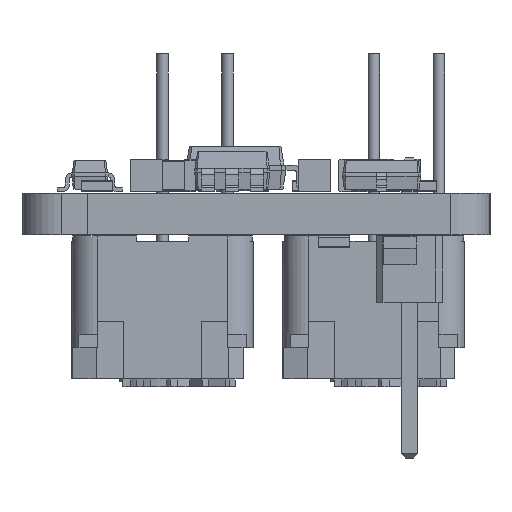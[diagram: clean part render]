
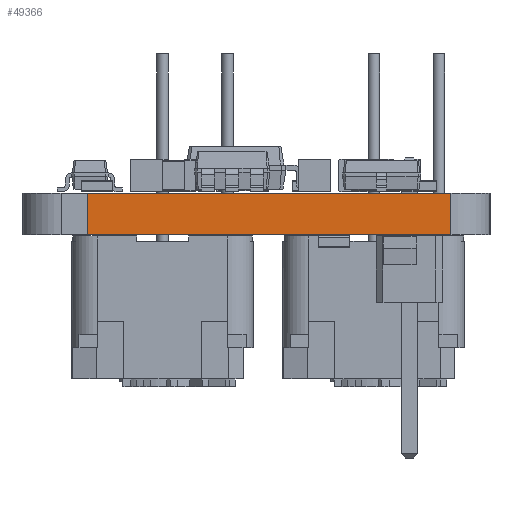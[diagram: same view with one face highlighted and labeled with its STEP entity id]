
A CAD part, left-side view. The second image highlights one B-rep face of the part: STEP entity #49366.
In plain terms, the highlighted planar face has unit normal (-1, 0, 0).
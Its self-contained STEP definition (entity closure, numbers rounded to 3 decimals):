
#47868 = PLANE('',#47869);
#47869 = AXIS2_PLACEMENT_3D('',#47870,#47871,#47872);
#47870 = CARTESIAN_POINT('',(-0.913,0.834,1.6));
#47871 = DIRECTION('',(0.,0.,1.));
#47872 = DIRECTION('',(1.,0.,0.));
#47896 = PLANE('',#47897);
#47897 = AXIS2_PLACEMENT_3D('',#47898,#47899,#47900);
#47898 = CARTESIAN_POINT('',(-28.,7.5,0.));
#47899 = DIRECTION('',(1.,0.,0.));
#47900 = DIRECTION('',(0.,-1.,0.));
#47923 = PLANE('',#47924);
#47924 = AXIS2_PLACEMENT_3D('',#47925,#47926,#47927);
#47925 = CARTESIAN_POINT('',(-0.913,0.834,0.));
#47926 = DIRECTION('',(0.,0.,1.));
#47927 = DIRECTION('',(1.,0.,0.));
#48016 = VERTEX_POINT('',#48017);
#48017 = CARTESIAN_POINT('',(-28.,6.5,1.6));
#48038 = EDGE_CURVE('',#48039,#48016,#48041,.T.);
#48039 = VERTEX_POINT('',#48040);
#48040 = CARTESIAN_POINT('',(-28.,6.5,0.));
#48041 = SURFACE_CURVE('',#48042,(#48046,#48053),.PCURVE_S1.);
#48042 = LINE('',#48043,#48044);
#48043 = CARTESIAN_POINT('',(-28.,6.5,0.));
#48044 = VECTOR('',#48045,1.);
#48045 = DIRECTION('',(0.,0.,1.));
#48046 = PCURVE('',#47896,#48047);
#48047 = DEFINITIONAL_REPRESENTATION('',(#48048),#48052);
#48048 = LINE('',#48049,#48050);
#48049 = CARTESIAN_POINT('',(1.,0.));
#48050 = VECTOR('',#48051,1.);
#48051 = DIRECTION('',(0.,-1.));
#48052 = ( GEOMETRIC_REPRESENTATION_CONTEXT(2) 
PARAMETRIC_REPRESENTATION_CONTEXT() REPRESENTATION_CONTEXT('2D SPACE',''
  ) );
#48053 = PCURVE('',#48054,#48059);
#48054 = PLANE('',#48055);
#48055 = AXIS2_PLACEMENT_3D('',#48056,#48057,#48058);
#48056 = CARTESIAN_POINT('',(-28.,6.5,0.));
#48057 = DIRECTION('',(1.,0.,0.));
#48058 = DIRECTION('',(0.,-1.,0.));
#48059 = DEFINITIONAL_REPRESENTATION('',(#48060),#48064);
#48060 = LINE('',#48061,#48062);
#48061 = CARTESIAN_POINT('',(0.,0.));
#48062 = VECTOR('',#48063,1.);
#48063 = DIRECTION('',(0.,-1.));
#48064 = ( GEOMETRIC_REPRESENTATION_CONTEXT(2) 
PARAMETRIC_REPRESENTATION_CONTEXT() REPRESENTATION_CONTEXT('2D SPACE',''
  ) );
#48092 = EDGE_CURVE('',#48039,#48093,#48095,.T.);
#48093 = VERTEX_POINT('',#48094);
#48094 = CARTESIAN_POINT('',(-28.,-7.5,0.));
#48095 = SURFACE_CURVE('',#48096,(#48100,#48107),.PCURVE_S1.);
#48096 = LINE('',#48097,#48098);
#48097 = CARTESIAN_POINT('',(-28.,6.5,0.));
#48098 = VECTOR('',#48099,1.);
#48099 = DIRECTION('',(0.,-1.,0.));
#48100 = PCURVE('',#47923,#48101);
#48101 = DEFINITIONAL_REPRESENTATION('',(#48102),#48106);
#48102 = LINE('',#48103,#48104);
#48103 = CARTESIAN_POINT('',(-27.087,5.666));
#48104 = VECTOR('',#48105,1.);
#48105 = DIRECTION('',(0.,-1.));
#48106 = ( GEOMETRIC_REPRESENTATION_CONTEXT(2) 
PARAMETRIC_REPRESENTATION_CONTEXT() REPRESENTATION_CONTEXT('2D SPACE',''
  ) );
#48107 = PCURVE('',#48054,#48108);
#48108 = DEFINITIONAL_REPRESENTATION('',(#48109),#48113);
#48109 = LINE('',#48110,#48111);
#48110 = CARTESIAN_POINT('',(0.,0.));
#48111 = VECTOR('',#48112,1.);
#48112 = DIRECTION('',(1.,0.));
#48113 = ( GEOMETRIC_REPRESENTATION_CONTEXT(2) 
PARAMETRIC_REPRESENTATION_CONTEXT() REPRESENTATION_CONTEXT('2D SPACE',''
  ) );
#48132 = CYLINDRICAL_SURFACE('',#48133,1.5);
#48133 = AXIS2_PLACEMENT_3D('',#48134,#48135,#48136);
#48134 = CARTESIAN_POINT('',(-26.5,-7.5,0.));
#48135 = DIRECTION('',(0.,0.,-1.));
#48136 = DIRECTION('',(1.,0.,0.));
#48771 = EDGE_CURVE('',#48016,#48772,#48774,.T.);
#48772 = VERTEX_POINT('',#48773);
#48773 = CARTESIAN_POINT('',(-28.,-7.5,1.6));
#48774 = SURFACE_CURVE('',#48775,(#48779,#48786),.PCURVE_S1.);
#48775 = LINE('',#48776,#48777);
#48776 = CARTESIAN_POINT('',(-28.,6.5,1.6));
#48777 = VECTOR('',#48778,1.);
#48778 = DIRECTION('',(0.,-1.,0.));
#48779 = PCURVE('',#47868,#48780);
#48780 = DEFINITIONAL_REPRESENTATION('',(#48781),#48785);
#48781 = LINE('',#48782,#48783);
#48782 = CARTESIAN_POINT('',(-27.087,5.666));
#48783 = VECTOR('',#48784,1.);
#48784 = DIRECTION('',(0.,-1.));
#48785 = ( GEOMETRIC_REPRESENTATION_CONTEXT(2) 
PARAMETRIC_REPRESENTATION_CONTEXT() REPRESENTATION_CONTEXT('2D SPACE',''
  ) );
#48786 = PCURVE('',#48054,#48787);
#48787 = DEFINITIONAL_REPRESENTATION('',(#48788),#48792);
#48788 = LINE('',#48789,#48790);
#48789 = CARTESIAN_POINT('',(0.,-1.6));
#48790 = VECTOR('',#48791,1.);
#48791 = DIRECTION('',(1.,0.));
#48792 = ( GEOMETRIC_REPRESENTATION_CONTEXT(2) 
PARAMETRIC_REPRESENTATION_CONTEXT() REPRESENTATION_CONTEXT('2D SPACE',''
  ) );
#49366 = ADVANCED_FACE('',(#49367),#48054,.F.);
#49367 = FACE_BOUND('',#49368,.F.);
#49368 = EDGE_LOOP('',(#49369,#49370,#49371,#49392));
#49369 = ORIENTED_EDGE('',*,*,#48038,.T.);
#49370 = ORIENTED_EDGE('',*,*,#48771,.T.);
#49371 = ORIENTED_EDGE('',*,*,#49372,.F.);
#49372 = EDGE_CURVE('',#48093,#48772,#49373,.T.);
#49373 = SURFACE_CURVE('',#49374,(#49378,#49385),.PCURVE_S1.);
#49374 = LINE('',#49375,#49376);
#49375 = CARTESIAN_POINT('',(-28.,-7.5,0.));
#49376 = VECTOR('',#49377,1.);
#49377 = DIRECTION('',(0.,0.,1.));
#49378 = PCURVE('',#48054,#49379);
#49379 = DEFINITIONAL_REPRESENTATION('',(#49380),#49384);
#49380 = LINE('',#49381,#49382);
#49381 = CARTESIAN_POINT('',(14.,0.));
#49382 = VECTOR('',#49383,1.);
#49383 = DIRECTION('',(0.,-1.));
#49384 = ( GEOMETRIC_REPRESENTATION_CONTEXT(2) 
PARAMETRIC_REPRESENTATION_CONTEXT() REPRESENTATION_CONTEXT('2D SPACE',''
  ) );
#49385 = PCURVE('',#48132,#49386);
#49386 = DEFINITIONAL_REPRESENTATION('',(#49387),#49391);
#49387 = LINE('',#49388,#49389);
#49388 = CARTESIAN_POINT('',(-3.142,0.));
#49389 = VECTOR('',#49390,1.);
#49390 = DIRECTION('',(0.,-1.));
#49391 = ( GEOMETRIC_REPRESENTATION_CONTEXT(2) 
PARAMETRIC_REPRESENTATION_CONTEXT() REPRESENTATION_CONTEXT('2D SPACE',''
  ) );
#49392 = ORIENTED_EDGE('',*,*,#48092,.F.);
